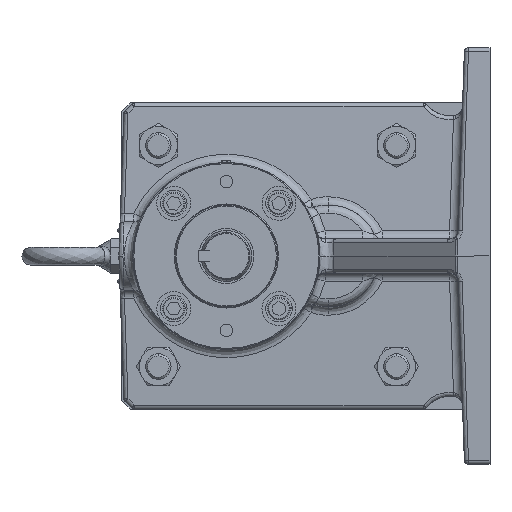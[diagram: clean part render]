
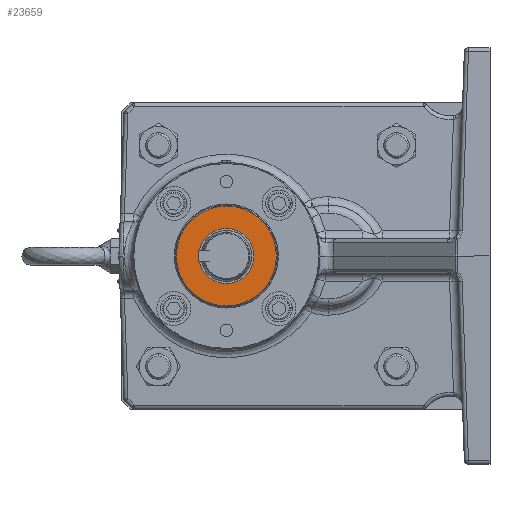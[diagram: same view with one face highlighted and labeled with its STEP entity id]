
A CAD part, left-side view. The second image highlights one B-rep face of the part: STEP entity #23659.
In plain terms, the highlighted planar face has unit normal (-1, 0, 0).
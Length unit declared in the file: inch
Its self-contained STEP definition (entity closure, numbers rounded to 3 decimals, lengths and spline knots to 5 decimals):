
#661 = PLANE ( 'NONE',  #33596 ) ;
#4434 = CARTESIAN_POINT ( 'NONE',  ( -5.34, 0., 0. ) ) ;
#6236 = EDGE_LOOP ( 'NONE', ( #86094, #46395 ) ) ;
#8208 = CIRCLE ( 'NONE', #78908, 1.47 ) ;
#9284 = CIRCLE ( 'NONE', #37785, 1.47 ) ;
#10242 = EDGE_LOOP ( 'NONE', ( #34164, #136729 ) ) ;
#10271 = CIRCLE ( 'NONE', #56551, 0.81 ) ;
#19698 = CARTESIAN_POINT ( 'NONE',  ( -5.34, 0., -1.47 ) ) ;
#23659 = ADVANCED_FACE ( 'Defeatured_0_1065', ( #35827, #121540 ), #661, .T. ) ;
#27840 = EDGE_CURVE ( 'Defeatured_0_1065+Defeatured_0_1056+Defeatured_0_1056+Defeatured_0_1056', #135243, #129254, #8208, .T. ) ;
#30706 = VERTEX_POINT ( 'NONE', #70967 ) ;
#32753 = CIRCLE ( 'NONE', #75994, 0.81 ) ;
#33596 = AXIS2_PLACEMENT_3D ( 'NONE', #56772, #134655, #77813 ) ;
#34164 = ORIENTED_EDGE ( 'NONE', *, *, #51081, .T. ) ;
#35827 = FACE_OUTER_BOUND ( 'NONE', #6236, .T. ) ;
#37785 = AXIS2_PLACEMENT_3D ( 'NONE', #41748, #143454, #119938 ) ;
#41748 = CARTESIAN_POINT ( 'NONE',  ( -5.34, 0., 0. ) ) ;
#46395 = ORIENTED_EDGE ( 'NONE', *, *, #143111, .T. ) ;
#50808 = CARTESIAN_POINT ( 'NONE',  ( -5.34, 0., 0. ) ) ;
#51081 = EDGE_CURVE ( 'Defeatured_0_1065+Defeatured_0_1064+Defeatured_0_1064+Defeatured_0_1064', #107738, #30706, #10271, .T. ) ;
#52235 = DIRECTION ( 'NONE',  ( 1., 0., 0. ) ) ;
#56551 = AXIS2_PLACEMENT_3D ( 'NONE', #4434, #126663, #59578 ) ;
#56772 = CARTESIAN_POINT ( 'NONE',  ( -5.34, 1.5, 0. ) ) ;
#59578 = DIRECTION ( 'NONE',  ( 0., 0., -1. ) ) ;
#66642 = DIRECTION ( 'NONE',  ( -1., 0., 0. ) ) ;
#70967 = CARTESIAN_POINT ( 'NONE',  ( -5.34, 0., 0.81 ) ) ;
#75994 = AXIS2_PLACEMENT_3D ( 'NONE', #50808, #52235, #85401 ) ;
#77813 = DIRECTION ( 'NONE',  ( 0., 0., 1. ) ) ;
#78908 = AXIS2_PLACEMENT_3D ( 'NONE', #88583, #66642, #132764 ) ;
#85401 = DIRECTION ( 'NONE',  ( 0., 0., -1. ) ) ;
#86094 = ORIENTED_EDGE ( 'NONE', *, *, #27840, .T. ) ;
#86632 = EDGE_CURVE ( 'Defeatured_0_1065+Defeatured_0_1064+Defeatured_0_1064+Defeatured_0_1064', #30706, #107738, #32753, .T. ) ;
#88583 = CARTESIAN_POINT ( 'NONE',  ( -5.34, 0., 0. ) ) ;
#99224 = CARTESIAN_POINT ( 'NONE',  ( -5.34, 0., -0.81 ) ) ;
#107738 = VERTEX_POINT ( 'NONE', #99224 ) ;
#119938 = DIRECTION ( 'NONE',  ( 0., 0., 1. ) ) ;
#121540 = FACE_BOUND ( 'NONE', #10242, .T. ) ;
#126663 = DIRECTION ( 'NONE',  ( 1., 0., 0. ) ) ;
#126674 = CARTESIAN_POINT ( 'NONE',  ( -5.34, 0., 1.47 ) ) ;
#129254 = VERTEX_POINT ( 'NONE', #126674 ) ;
#132764 = DIRECTION ( 'NONE',  ( 0., 0., 1. ) ) ;
#134655 = DIRECTION ( 'NONE',  ( -1., 0., 0. ) ) ;
#135243 = VERTEX_POINT ( 'NONE', #19698 ) ;
#136729 = ORIENTED_EDGE ( 'NONE', *, *, #86632, .T. ) ;
#143111 = EDGE_CURVE ( 'Defeatured_0_1065+Defeatured_0_1056+Defeatured_0_1056+Defeatured_0_1056', #129254, #135243, #9284, .T. ) ;
#143454 = DIRECTION ( 'NONE',  ( -1., 0., 0. ) ) ;
